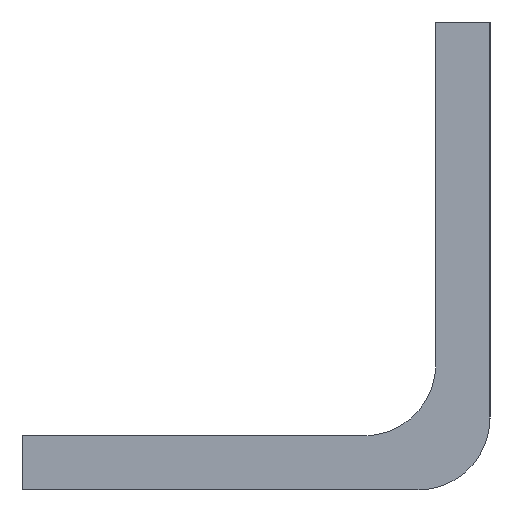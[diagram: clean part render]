
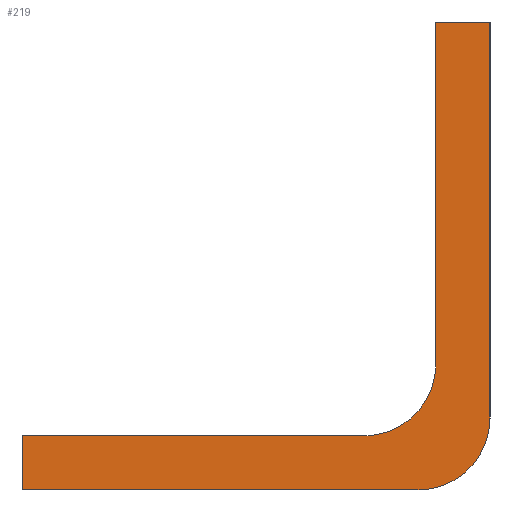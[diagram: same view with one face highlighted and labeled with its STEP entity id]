
A CAD part, left-side view. The second image highlights one B-rep face of the part: STEP entity #219.
In plain terms, the highlighted planar face has unit normal (-1, 0, 0).
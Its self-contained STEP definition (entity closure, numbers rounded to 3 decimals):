
#84=CARTESIAN_POINT('',(0.0,0.0,6.35));
#85=VERTEX_POINT('',#84);
#92=CARTESIAN_POINT('',(0.0,6.35,0.0));
#93=VERTEX_POINT('',#92);
#94=CARTESIAN_POINT('',(0.0,6.35,6.35));
#95=DIRECTION('',(1.0,0.0,0.0));
#96=DIRECTION('',(0.0,-0.707,-0.707));
#97=AXIS2_PLACEMENT_3D('',#94,#95,#96);
#98=CIRCLE('',#97,6.35);
#99=EDGE_CURVE('',#85,#93,#98,.T.);
#116=CARTESIAN_POINT('',(0.0,41.275,0.0));
#117=VERTEX_POINT('',#116);
#118=CARTESIAN_POINT('',(0.0,41.275,0.0));
#119=DIRECTION('',(0.0,-1.0,0.0));
#120=VECTOR('',#119,34.925);
#121=LINE('',#118,#120);
#122=EDGE_CURVE('',#117,#93,#121,.T.);
#163=CARTESIAN_POINT('',(0.0,41.275,0.0));
#164=DIRECTION('',(-1.0,0.0,0.0));
#165=DIRECTION('',(0.0,-1.0,0.0));
#166=AXIS2_PLACEMENT_3D('',#163,#164,#165);
#167=PLANE('',#166);
#168=ORIENTED_EDGE('',*,*,#99,.F.);
#169=CARTESIAN_POINT('',(0.0,0.0,41.275));
#170=VERTEX_POINT('',#169);
#171=CARTESIAN_POINT('',(0.0,0.0,6.35));
#172=DIRECTION('',(0.0,0.0,1.0));
#173=VECTOR('',#172,34.925);
#174=LINE('',#171,#173);
#175=EDGE_CURVE('',#85,#170,#174,.T.);
#176=ORIENTED_EDGE('',*,*,#175,.T.);
#177=CARTESIAN_POINT('',(0.0,4.775,41.275));
#178=VERTEX_POINT('',#177);
#179=CARTESIAN_POINT('',(0.0,4.775,41.275));
#180=DIRECTION('',(0.0,-1.0,0.0));
#181=VECTOR('',#180,4.775);
#182=LINE('',#179,#181);
#183=EDGE_CURVE('',#178,#170,#182,.T.);
#184=ORIENTED_EDGE('',*,*,#183,.F.);
#185=CARTESIAN_POINT('',(0.0,4.775,11.125));
#186=VERTEX_POINT('',#185);
#187=CARTESIAN_POINT('',(0.0,4.775,41.275));
#188=DIRECTION('',(0.0,0.0,-1.0));
#189=VECTOR('',#188,30.15);
#190=LINE('',#187,#189);
#191=EDGE_CURVE('',#178,#186,#190,.T.);
#192=ORIENTED_EDGE('',*,*,#191,.T.);
#193=CARTESIAN_POINT('',(0.0,11.125,4.775));
#194=VERTEX_POINT('',#193);
#195=CARTESIAN_POINT('',(0.0,11.125,11.125));
#196=DIRECTION('',(-1.0,0.0,0.0));
#197=DIRECTION('',(0.0,-0.707,-0.707));
#198=AXIS2_PLACEMENT_3D('',#195,#196,#197);
#199=CIRCLE('',#198,6.35);
#200=EDGE_CURVE('',#194,#186,#199,.T.);
#201=ORIENTED_EDGE('',*,*,#200,.F.);
#202=CARTESIAN_POINT('',(0.0,41.275,4.775));
#203=VERTEX_POINT('',#202);
#204=CARTESIAN_POINT('',(0.0,11.125,4.775));
#205=DIRECTION('',(0.0,1.0,0.0));
#206=VECTOR('',#205,30.15);
#207=LINE('',#204,#206);
#208=EDGE_CURVE('',#194,#203,#207,.T.);
#209=ORIENTED_EDGE('',*,*,#208,.T.);
#210=CARTESIAN_POINT('',(0.0,41.275,0.0));
#211=DIRECTION('',(0.0,0.0,1.0));
#212=VECTOR('',#211,4.775);
#213=LINE('',#210,#212);
#214=EDGE_CURVE('',#117,#203,#213,.T.);
#215=ORIENTED_EDGE('',*,*,#214,.F.);
#216=ORIENTED_EDGE('',*,*,#122,.T.);
#217=EDGE_LOOP('',(#168,#176,#184,#192,#201,#209,#215,#216));
#218=FACE_OUTER_BOUND('',#217,.T.);
#219=ADVANCED_FACE('',(#218),#167,.T.);
